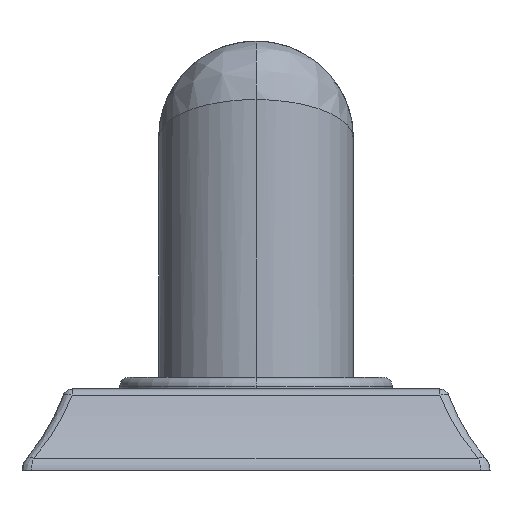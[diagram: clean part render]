
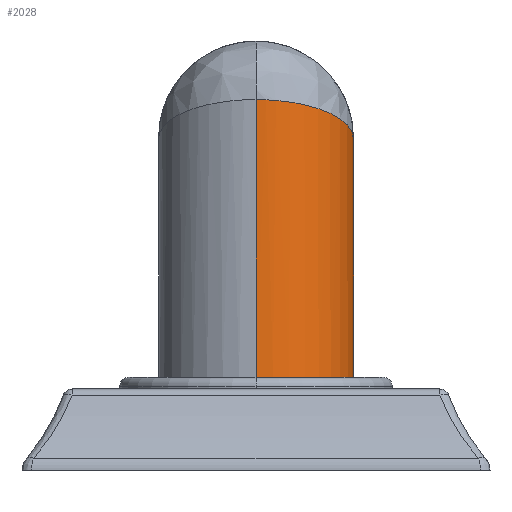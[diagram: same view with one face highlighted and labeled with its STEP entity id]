
A CAD part, left-side view. The second image highlights one B-rep face of the part: STEP entity #2028.
In plain terms, the highlighted cylindrical face has radius 15.875 mm (diameter 31.75 mm), a partial arc.
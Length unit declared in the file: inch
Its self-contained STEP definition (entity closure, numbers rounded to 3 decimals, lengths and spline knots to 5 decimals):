
#348=CARTESIAN_POINT('',(0.,0.,0.6));
#349=DIRECTION('',(0.,0.,-1.));
#350=DIRECTION('',(1.,0.,0.));
#351=AXIS2_PLACEMENT_3D('',#348,#349,#350);
#368=CARTESIAN_POINT('',(0.,-0.625,2.13));
#369=CARTESIAN_POINT('',(-0.02287,-0.625,
2.13923));
#370=CARTESIAN_POINT('',(-0.06859,-0.62249,
2.15743));
#371=CARTESIAN_POINT('',(-0.13611,-0.61127,
2.18443));
#372=CARTESIAN_POINT('',(-0.20178,-0.59283,
2.21072));
#373=CARTESIAN_POINT('',(-0.2647,-0.56752,
2.23588));
#374=CARTESIAN_POINT('',(-0.32409,-0.53581,
2.25963));
#375=CARTESIAN_POINT('',(-0.37928,-0.49824,
2.28171));
#376=CARTESIAN_POINT('',(-0.42969,-0.45545,
2.30188));
#377=CARTESIAN_POINT('',(-0.4749,-0.40806,
2.31995));
#378=CARTESIAN_POINT('',(-0.51455,-0.35673,
2.33582));
#379=CARTESIAN_POINT('',(-0.54838,-0.3021,
2.34936));
#380=CARTESIAN_POINT('',(-0.57624,-0.24477,
2.36049));
#381=CARTESIAN_POINT('',(-0.59799,-0.18535,
2.3692));
#382=CARTESIAN_POINT('',(-0.61357,-0.12439,
2.37543));
#383=CARTESIAN_POINT('',(-0.62292,-0.06243,
2.37916));
#384=CARTESIAN_POINT('',(-0.625,-0.02079,
2.38));
#385=CARTESIAN_POINT('',(-0.625,0.,2.38));
#387=CARTESIAN_POINT('',(0.,-0.625,2.13));
#388=CARTESIAN_POINT('',(0.02786,-0.625,
2.09938));
#389=CARTESIAN_POINT('',(0.08292,-0.62131,
2.03885));
#390=CARTESIAN_POINT('',(0.16365,-0.60503,
1.95012));
#391=CARTESIAN_POINT('',(0.23965,-0.57903,
1.86658));
#392=CARTESIAN_POINT('',(0.30944,-0.5448,
1.78986));
#393=CARTESIAN_POINT('',(0.37191,-0.50406,
1.72119));
#394=CARTESIAN_POINT('',(0.42658,-0.45853,
1.6611));
#395=CARTESIAN_POINT('',(0.47344,-0.40979,
1.6096));
#396=CARTESIAN_POINT('',(0.51281,-0.3591,
1.56632));
#397=CARTESIAN_POINT('',(0.54523,-0.30745,
1.53068));
#398=CARTESIAN_POINT('',(0.57132,-0.25552,
1.502));
#399=CARTESIAN_POINT('',(0.59172,-0.20368,
1.47958));
#400=CARTESIAN_POINT('',(0.60696,-0.15219,
1.46284));
#401=CARTESIAN_POINT('',(0.6175,-0.10104,
1.45125));
#402=CARTESIAN_POINT('',(0.62367,-0.05024,
1.44447));
#403=CARTESIAN_POINT('',(0.625,-0.01665,
1.443));
#404=CARTESIAN_POINT('',(0.625,0.,
1.443));
#406=DIRECTION('',(0.,0.,-1.));
#407=VECTOR('',#406,0.843);
#408=CARTESIAN_POINT('',(0.625,0.,
1.443));
#409=LINE('',#408,#407);
#410=CARTESIAN_POINT('',(0.625,0.,
1.443));
#448=DIRECTION('',(0.,0.,-1.));
#449=VECTOR('',#448,1.78);
#450=CARTESIAN_POINT('',(-0.625,0.,2.38));
#451=LINE('',#450,#449);
#457=CARTESIAN_POINT('',(0.,-0.625,2.13));
#1214=CARTESIAN_POINT('',(-0.625,0.,2.38));
#1216=VERTEX_POINT('',#1214);
#1222=VERTEX_POINT('',#410);
#1225=VERTEX_POINT('',#457);
#1226=CARTESIAN_POINT('',(0.625,0.,0.6));
#1227=CARTESIAN_POINT('',(-0.625,0.,0.6));
#1228=VERTEX_POINT('',#1226);
#1229=VERTEX_POINT('',#1227);
#2012=CARTESIAN_POINT('',(0.,0.,2.13));
#2013=DIRECTION('',(0.,0.,-1.));
#2014=DIRECTION('',(1.,0.,0.));
#2015=AXIS2_PLACEMENT_3D('',#2012,#2013,#2014);
#2016=CYLINDRICAL_SURFACE('',#2015,0.625);
#2017=ORIENTED_EDGE('',*,*,#1993,.T.);
#2019=ORIENTED_EDGE('',*,*,#2018,.F.);
#2021=ORIENTED_EDGE('',*,*,#2020,.F.);
#2023=ORIENTED_EDGE('',*,*,#2022,.T.);
#2025=ORIENTED_EDGE('',*,*,#2024,.T.);
#2026=EDGE_LOOP('',(#2017,#2019,#2021,#2023,#2025));
#2027=FACE_OUTER_BOUND('',#2026,.F.);
#2028=ADVANCED_FACE('',(#2027),#2016,.T.);
#352=CIRCLE('',#351,0.625);
#386=B_SPLINE_CURVE_WITH_KNOTS('',3,(#368,#369,#370,#371,#372,#373,#374,#375,
#376,#377,#378,#379,#380,#381,#382,#383,#384,#385),.UNSPECIFIED.,.F.,.F.,(4,1,1,
1,1,1,1,1,1,1,1,1,1,1,1,4),(0.,0.06667,0.13333,0.2,
0.26667,0.33333,0.4,0.46667,0.53333,
0.6,0.66667,0.73333,0.8,0.86667,
0.93333,1.),.UNSPECIFIED.);
#405=B_SPLINE_CURVE_WITH_KNOTS('',3,(#387,#388,#389,#390,#391,#392,#393,#394,
#395,#396,#397,#398,#399,#400,#401,#402,#403,#404),.UNSPECIFIED.,.F.,.F.,(4,1,1,
1,1,1,1,1,1,1,1,1,1,1,1,4),(0.,0.06667,0.13333,0.2,
0.26667,0.33333,0.4,0.46667,0.53333,
0.6,0.66667,0.73333,0.8,0.86667,
0.93333,1.),.UNSPECIFIED.);
#1993=EDGE_CURVE('',#1228,#1229,#352,.T.);
#2018=EDGE_CURVE('',#1216,#1229,#451,.T.);
#2020=EDGE_CURVE('',#1225,#1216,#386,.T.);
#2022=EDGE_CURVE('',#1225,#1222,#405,.T.);
#2024=EDGE_CURVE('',#1222,#1228,#409,.T.);
